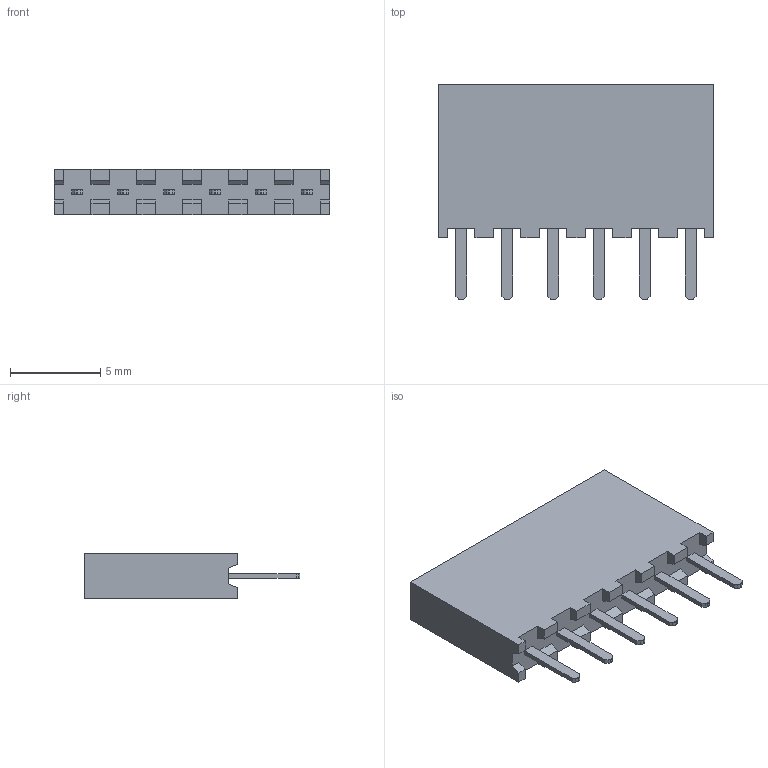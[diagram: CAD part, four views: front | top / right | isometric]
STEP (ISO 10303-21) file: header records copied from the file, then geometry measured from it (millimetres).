
FILE_DESCRIPTION (( 'STEP AP214' ), '1' );
FILE_NAME ('76308-106.STEP', '2022-04-28T07:15:05', ( '' ), ( '' ), 'SwSTEP 2.0', 'SolidWorks 2017', '' );
FILE_SCHEMA (( 'AUTOMOTIVE_DESIGN' ));
Length unit declared in the file: millimetre
Products named in the file (1): 76308-106
Bounding box: 15.24 x 11.94 x 2.54 mm (x, y, z)
Volume: 292.5 mm3; surface area: 531.5 mm2
Topology: 7 solids, 7 shells, 172 faces, 432 edges, 280 vertices
Faces by surface type: plane 160, cylinder 12
Entity records: 5666 total; most frequent: CARTESIAN_POINT 885, ORIENTED_EDGE 864, DIRECTION 802, EDGE_CURVE 432, VECTOR 408, LINE 408, VERTEX_POINT 280, AXIS2_PLACEMENT_3D 197
